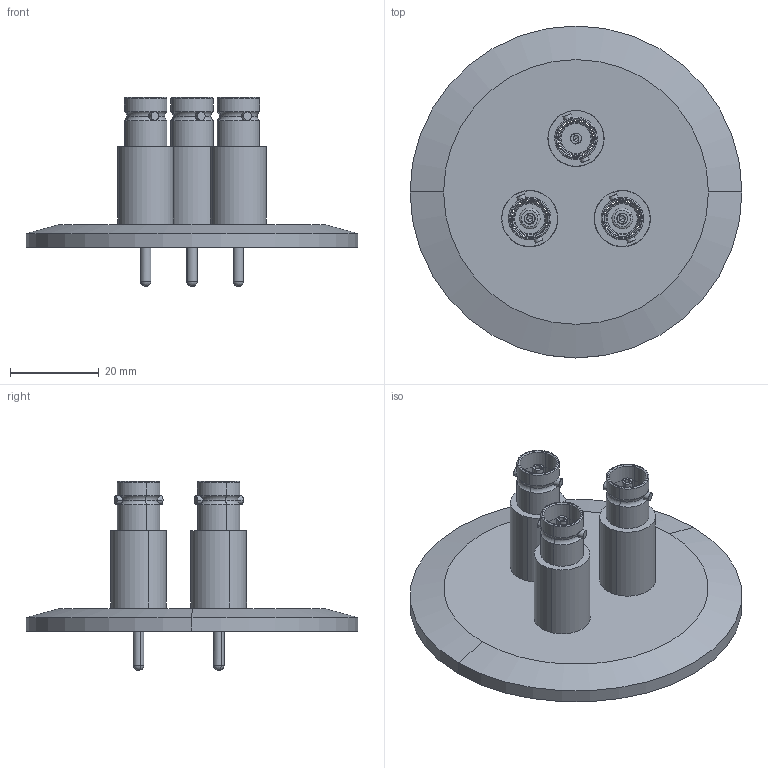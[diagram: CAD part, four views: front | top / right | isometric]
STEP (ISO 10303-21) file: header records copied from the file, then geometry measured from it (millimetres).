
FILE_DESCRIPTION (( 'STEP AP203' ), '1' );
FILE_NAME ('A0477-4-QF.STEP', '2011-09-19T14:47:53', ( '' ), ( '' ), 'SwSTEP 2.0', 'SolidWorks 2011', '' );
FILE_SCHEMA (( 'CONFIG_CONTROL_DESIGN' ));
Length unit declared in the file: inch
Products named in the file (1): A0477-4-QF
Bounding box: 74.93 x 74.93 x 42.67 mm (x, y, z)
Surface area: 18645.8 mm2 (no closed solid volume)
Topology: 0 solids, 12 shells, 172 faces, 409 edges, 253 vertices
Faces by surface type: cylinder 81, plane 43, torus 34, cone 8, sphere 6
Entity records: 5198 total; most frequent: CARTESIAN_POINT 1069, DIRECTION 973, ORIENTED_EDGE 735, AXIS2_PLACEMENT_3D 421, EDGE_CURVE 397, CIRCLE 248, VERTEX_POINT 247, EDGE_LOOP 195
